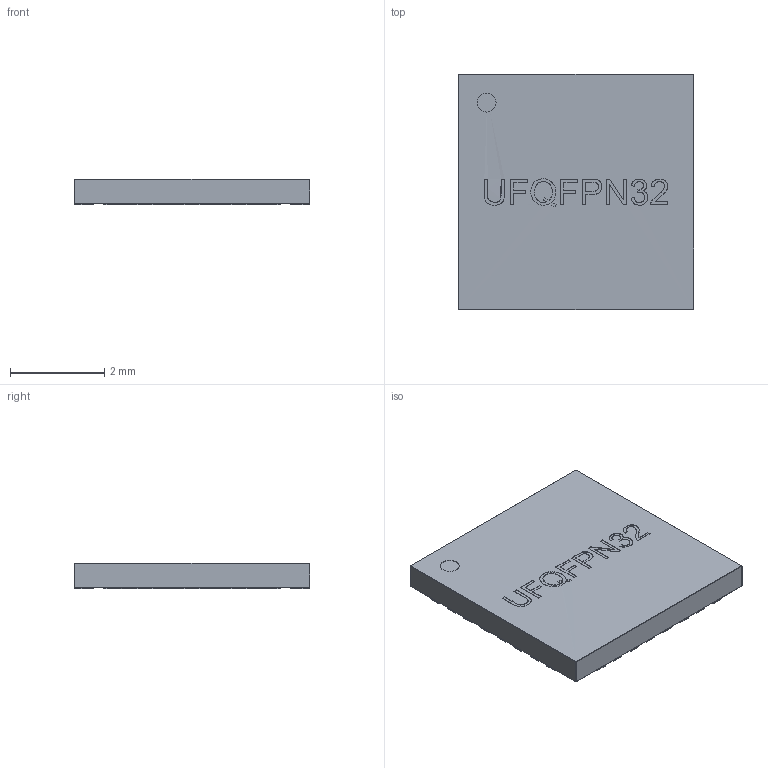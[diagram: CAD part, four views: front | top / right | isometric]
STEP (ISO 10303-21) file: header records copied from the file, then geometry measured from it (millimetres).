
FILE_DESCRIPTION (( 'STEP AP214' ), '1' );
FILE_NAME ('User Library-UFQFPN-32.STEP', '2020-07-10T15:54:12', ( '' ), ( '' ), 'SwSTEP 2.0', 'SolidWorks 2020', '' );
FILE_SCHEMA (( 'AUTOMOTIVE_DESIGN' ));
Length unit declared in the file: millimetre
Products named in the file (1): User Library-UFQFPN-32
Bounding box: 5 x 5 x 0.55 mm (x, y, z)
Volume: 13.5 mm3; surface area: 61.7 mm2
Topology: 1 solids, 1 shells, 341 faces, 959 edges, 624 vertices
Faces by surface type: plane 260, cylinder 61, bspline 20
Entity records: 12381 total; most frequent: CARTESIAN_POINT 2429, ORIENTED_EDGE 1902, DIRECTION 1757, EDGE_CURVE 951, VECTOR 741, LINE 741, VERTEX_POINT 624, AXIS2_PLACEMENT_3D 508
